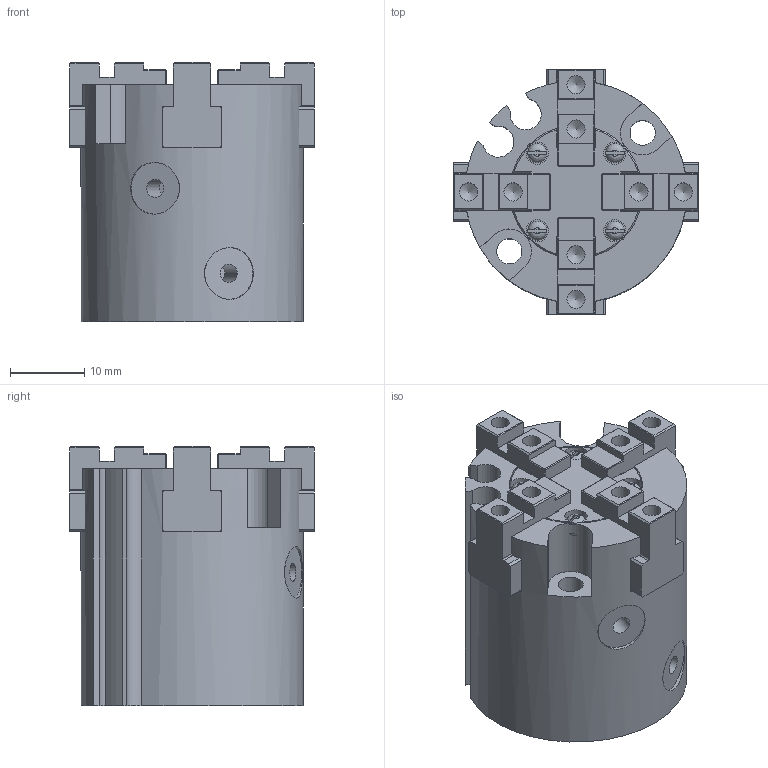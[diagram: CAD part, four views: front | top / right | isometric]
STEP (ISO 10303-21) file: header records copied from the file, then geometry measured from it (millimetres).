
FILE_DESCRIPTION(/* description */ (''),/* implementation_level */ '2;1');
FILE_NAME(/* name */ 'GPS4-30.stp',/* time_stamp */ '2017-11-28T08:27:55+01:00',/* author */ ('Tecnico'),/* organization */ (''),/* preprocessor_version */ 'ST-DEVELOPER v16.13',/* originating_system */ 'Autodesk Inventor 2018',/* authorisation */ '');
FILE_SCHEMA (('AUTOMOTIVE_DESIGN { 1 0 10303 214 3 1 1 }'));
Length unit declared in the file: millimetre
Products named in the file (5): GPS4-30; GPS4-30-CORPO; GPS4-30-GRIFFA; GPS4-30-COPERCHIO; CNS 9671 - M1,4 x 4
Assembly tree (10 placements, depth 2):
  GPS4-30
    GPS4-30-CORPO
    GPS4-30-GRIFFA  x4
    GPS4-30-COPERCHIO
    CNS 9671 - M1,4 x 4  x4
Bounding box: 33 x 33 x 35 mm (x, y, z)
Volume: 19968 mm3; surface area: 10533.5 mm2
Topology: 10 solids, 10 shells, 385 faces, 983 edges, 629 vertices
Faces by surface type: plane 273, cylinder 65, cone 35, sphere 8, bspline 4
Full cylindrical faces by diameter (mm): 1.183 x4, 1.216 x4, 1.4 x4, 1.6 x4, 2 x1, 2.459 x10, 3 x4, 3.4 x2, 6 x1, 7 x2, 17 x1
Entity records: 6354 total; most frequent: CARTESIAN_POINT 1198, DIRECTION 1066, ORIENTED_EDGE 962, EDGE_CURVE 481, AXIS2_PLACEMENT_3D 376, VERTEX_POINT 324, LINE 314, VECTOR 314
